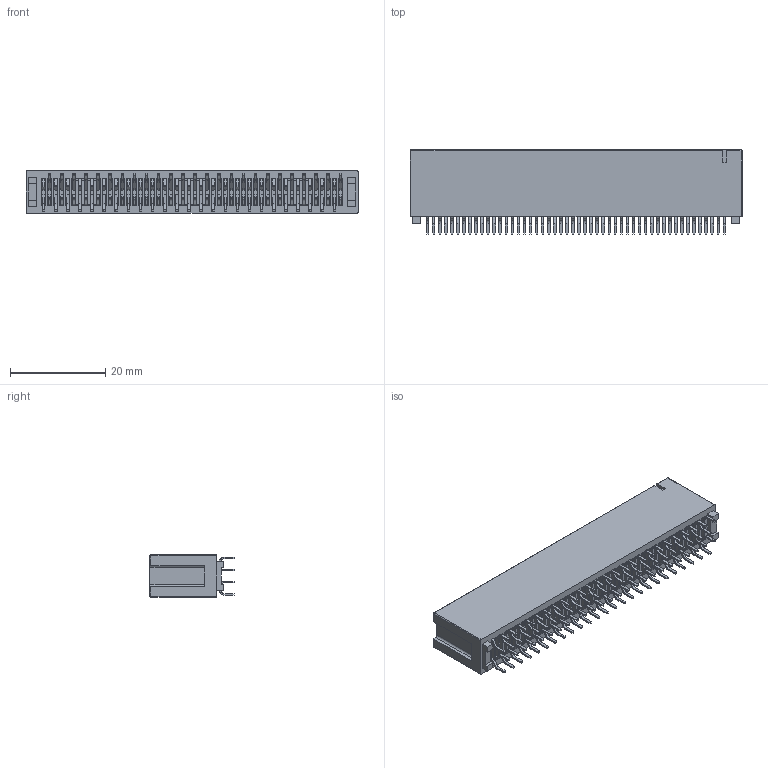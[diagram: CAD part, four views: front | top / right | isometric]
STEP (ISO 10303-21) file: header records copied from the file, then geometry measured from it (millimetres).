
FILE_DESCRIPTION (( 'STEP AP203' ), '1' );
FILE_NAME ('302-100-321-201.STEP', '2024-04-01T19:35:11', ( '' ), ( '' ), 'SwSTEP 2.0', 'SolidWorks 2023', '' );
FILE_SCHEMA (( 'CONFIG_CONTROL_DESIGN' ));
Length unit declared in the file: millimetre
Products named in the file (4): 302-100-321-201; HSG_Vertical HSG; Contact_302-290-X21 (1); Contact_302-290-X21 (2)
Assembly tree (101 placements, depth 2):
  302-100-321-201
    HSG_Vertical HSG
    Contact_302-290-X21 (2)  x50
    Contact_302-290-X21 (1)  x50
Bounding box: 69.6 x 17.63 x 8.88 mm (x, y, z)
Volume: 5324.2 mm3; surface area: 15069.7 mm2
Topology: 101 solids, 101 shells, 4616 faces, 13568 edges, 8904 vertices
Faces by surface type: plane 3399, cylinder 1013, bspline 200, sphere 4
Entity records: 39236 total; most frequent: ORIENTED_EDGE 6744, CARTESIAN_POINT 6712, DIRECTION 5414, EDGE_CURVE 3372, VECTOR 3298, LINE 3298, VERTEX_POINT 2240, AXIS2_PLACEMENT_3D 1058
